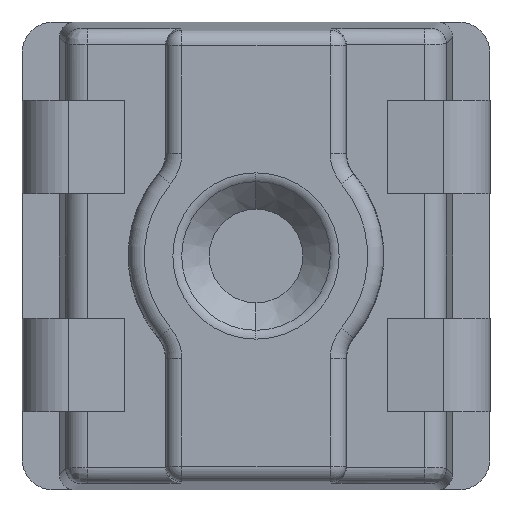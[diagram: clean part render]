
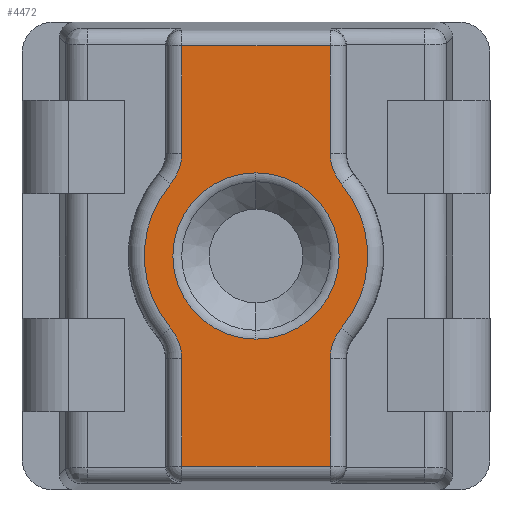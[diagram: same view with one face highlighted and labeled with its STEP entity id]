
A CAD part, front view. The second image highlights one B-rep face of the part: STEP entity #4472.
In plain terms, the highlighted planar face has unit normal (0, -1, 0).
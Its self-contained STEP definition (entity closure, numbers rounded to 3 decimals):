
#22 = AXIS2_PLACEMENT_3D ( 'NONE', #1403, #603, #5060 ) ;
#29 = DIRECTION ( 'NONE',  ( 0., 1., 0. ) ) ;
#139 = ORIENTED_EDGE ( 'NONE', *, *, #394, .T. ) ;
#167 = CIRCLE ( 'NONE', #4144, 0.152 ) ;
#222 = CARTESIAN_POINT ( 'NONE',  ( 0.39, -0.545, 0.329 ) ) ;
#236 = CARTESIAN_POINT ( 'NONE',  ( 0.285, -0.545, -0.674 ) ) ;
#246 = CARTESIAN_POINT ( 'NONE',  ( 0.274, -0.545, 0.231 ) ) ;
#264 = VERTEX_POINT ( 'NONE', #1533 ) ;
#307 = CARTESIAN_POINT ( 'NONE',  ( 0.238, -0.545, 0.674 ) ) ;
#317 = DIRECTION ( 'NONE',  ( 0., 0., -1. ) ) ;
#330 = CARTESIAN_POINT ( 'NONE',  ( -0.238, -0.545, 0.329 ) ) ;
#380 = EDGE_LOOP ( 'NONE', ( #3270, #3720 ) ) ;
#384 = DIRECTION ( 'NONE',  ( 0., 0., 1. ) ) ;
#394 = EDGE_CURVE ( 'NONE', #920, #874, #4578, .T. ) ;
#448 = CARTESIAN_POINT ( 'NONE',  ( -0.238, -0.545, 0.674 ) ) ;
#529 = VERTEX_POINT ( 'NONE', #448 ) ;
#539 = CARTESIAN_POINT ( 'NONE',  ( -0.238, -0.545, -0.329 ) ) ;
#540 = AXIS2_PLACEMENT_3D ( 'NONE', #862, #29, #384 ) ;
#584 = CARTESIAN_POINT ( 'NONE',  ( -0.285, -0.545, 0.674 ) ) ;
#603 = DIRECTION ( 'NONE',  ( 0., 1., 0. ) ) ;
#649 = CARTESIAN_POINT ( 'NONE',  ( -0.238, -0.545, 0.329 ) ) ;
#709 = EDGE_CURVE ( 'NONE', #5122, #529, #1106, .T. ) ;
#737 = VECTOR ( 'NONE', #3077, 1000. ) ;
#808 = DIRECTION ( 'NONE',  ( 0., -1., 0. ) ) ;
#837 = ORIENTED_EDGE ( 'NONE', *, *, #1808, .T. ) ;
#862 = CARTESIAN_POINT ( 'NONE',  ( 0.39, -0.545, 0.329 ) ) ;
#874 = VERTEX_POINT ( 'NONE', #3650 ) ;
#920 = VERTEX_POINT ( 'NONE', #2881 ) ;
#956 = CARTESIAN_POINT ( 'NONE',  ( -0.238, -0.545, 0.329 ) ) ;
#1106 = LINE ( 'NONE', #584, #2138 ) ;
#1169 = CARTESIAN_POINT ( 'NONE',  ( -0.39, -0.545, -0.329 ) ) ;
#1403 = CARTESIAN_POINT ( 'NONE',  ( 0., -0.545, 0. ) ) ;
#1507 = CARTESIAN_POINT ( 'NONE',  ( 0.238, -0.545, -0.329 ) ) ;
#1533 = CARTESIAN_POINT ( 'NONE',  ( 0., -0.545, 0.267 ) ) ;
#1571 = CARTESIAN_POINT ( 'NONE',  ( 0.39, -0.545, -0.329 ) ) ;
#1591 = VECTOR ( 'NONE', #317, 1000. ) ;
#1612 = ORIENTED_EDGE ( 'NONE', *, *, #709, .T. ) ;
#1639 = VERTEX_POINT ( 'NONE', #956 ) ;
#1660 = ORIENTED_EDGE ( 'NONE', *, *, #3564, .T. ) ;
#1808 = EDGE_CURVE ( 'NONE', #4666, #4783, #3314, .T. ) ;
#1820 = EDGE_CURVE ( 'NONE', #2699, #4666, #3124, .T. ) ;
#1846 = DIRECTION ( 'NONE',  ( -1., 0., 0. ) ) ;
#1952 = CARTESIAN_POINT ( 'NONE',  ( -0.238, -0.545, -0.674 ) ) ;
#1999 = DIRECTION ( 'NONE',  ( 0., 0., 1. ) ) ;
#2022 = ORIENTED_EDGE ( 'NONE', *, *, #1820, .T. ) ;
#2093 = CIRCLE ( 'NONE', #2371, 0.358 ) ;
#2138 = VECTOR ( 'NONE', #1846, 1000. ) ;
#2279 = CARTESIAN_POINT ( 'NONE',  ( 0., -0.545, -0.267 ) ) ;
#2371 = AXIS2_PLACEMENT_3D ( 'NONE', #4581, #3288, #3733 ) ;
#2632 = AXIS2_PLACEMENT_3D ( 'NONE', #1571, #5199, #1999 ) ;
#2681 = DIRECTION ( 'NONE',  ( 1., 0., 0. ) ) ;
#2699 = VERTEX_POINT ( 'NONE', #539 ) ;
#2703 = AXIS2_PLACEMENT_3D ( 'NONE', #4826, #4456, #4031 ) ;
#2711 = FACE_BOUND ( 'NONE', #380, .T. ) ;
#2752 = DIRECTION ( 'NONE',  ( 0., 0., 1. ) ) ;
#2789 = VERTEX_POINT ( 'NONE', #2279 ) ;
#2851 = DIRECTION ( 'NONE',  ( 0., 0., 1. ) ) ;
#2881 = CARTESIAN_POINT ( 'NONE',  ( -0.274, -0.545, 0.231 ) ) ;
#2894 = EDGE_CURVE ( 'NONE', #4658, #4439, #3427, .T. ) ;
#2899 = FACE_OUTER_BOUND ( 'NONE', #3461, .T. ) ;
#2986 = CIRCLE ( 'NONE', #4604, 0.152 ) ;
#2989 = CARTESIAN_POINT ( 'NONE',  ( 0.274, -0.545, -0.231 ) ) ;
#3024 = EDGE_CURVE ( 'NONE', #4012, #3240, #4641, .T. ) ;
#3077 = DIRECTION ( 'NONE',  ( 0., 0., 1. ) ) ;
#3083 = ORIENTED_EDGE ( 'NONE', *, *, #3741, .T. ) ;
#3099 = LINE ( 'NONE', #3991, #4054 ) ;
#3124 = LINE ( 'NONE', #649, #4894 ) ;
#3156 = EDGE_CURVE ( 'NONE', #1639, #920, #2986, .T. ) ;
#3240 = VERTEX_POINT ( 'NONE', #4181 ) ;
#3264 = ORIENTED_EDGE ( 'NONE', *, *, #4495, .T. ) ;
#3270 = ORIENTED_EDGE ( 'NONE', *, *, #4500, .T. ) ;
#3288 = DIRECTION ( 'NONE',  ( 0., -1., 0. ) ) ;
#3294 = DIRECTION ( 'NONE',  ( 0., 0., 1. ) ) ;
#3314 = LINE ( 'NONE', #236, #4467 ) ;
#3359 = CIRCLE ( 'NONE', #2703, 0.267 ) ;
#3427 = CIRCLE ( 'NONE', #2632, 0.152 ) ;
#3461 = EDGE_LOOP ( 'NONE', ( #5185, #3083, #4623, #3264, #1612, #3734, #3913, #139, #1660, #2022, #837, #4487 ) ) ;
#3541 = LINE ( 'NONE', #330, #1591 ) ;
#3564 = EDGE_CURVE ( 'NONE', #874, #2699, #167, .T. ) ;
#3599 = EDGE_CURVE ( 'NONE', #529, #1639, #3541, .T. ) ;
#3610 = EDGE_CURVE ( 'NONE', #2789, #264, #3359, .T. ) ;
#3650 = CARTESIAN_POINT ( 'NONE',  ( -0.274, -0.545, -0.231 ) ) ;
#3720 = ORIENTED_EDGE ( 'NONE', *, *, #3610, .T. ) ;
#3733 = DIRECTION ( 'NONE',  ( 0., 0., 1. ) ) ;
#3734 = ORIENTED_EDGE ( 'NONE', *, *, #3599, .T. ) ;
#3741 = EDGE_CURVE ( 'NONE', #4439, #4012, #2093, .T. ) ;
#3898 = PLANE ( 'NONE',  #4935 ) ;
#3913 = ORIENTED_EDGE ( 'NONE', *, *, #3156, .T. ) ;
#3950 = DIRECTION ( 'NONE',  ( 0., 0., -1. ) ) ;
#3991 = CARTESIAN_POINT ( 'NONE',  ( 0.238, -0.545, 0.329 ) ) ;
#4012 = VERTEX_POINT ( 'NONE', #246 ) ;
#4031 = DIRECTION ( 'NONE',  ( 0., 0., 1. ) ) ;
#4054 = VECTOR ( 'NONE', #4409, 1000. ) ;
#4130 = EDGE_CURVE ( 'NONE', #4783, #4658, #3099, .T. ) ;
#4144 = AXIS2_PLACEMENT_3D ( 'NONE', #1169, #4358, #2752 ) ;
#4181 = CARTESIAN_POINT ( 'NONE',  ( 0.238, -0.545, 0.329 ) ) ;
#4358 = DIRECTION ( 'NONE',  ( 0., 1., 0. ) ) ;
#4409 = DIRECTION ( 'NONE',  ( 0., 0., 1. ) ) ;
#4439 = VERTEX_POINT ( 'NONE', #2989 ) ;
#4456 = DIRECTION ( 'NONE',  ( 0., 1., 0. ) ) ;
#4465 = CARTESIAN_POINT ( 'NONE',  ( 0.238, -0.545, -0.674 ) ) ;
#4467 = VECTOR ( 'NONE', #2681, 1000. ) ;
#4472 = ADVANCED_FACE ( 'NONE', ( #2711, #2899 ), #3898, .F. ) ;
#4487 = ORIENTED_EDGE ( 'NONE', *, *, #4130, .T. ) ;
#4495 = EDGE_CURVE ( 'NONE', #3240, #5122, #4790, .T. ) ;
#4500 = EDGE_CURVE ( 'NONE', #264, #2789, #4853, .T. ) ;
#4509 = CARTESIAN_POINT ( 'NONE',  ( -0.39, -0.545, 0.329 ) ) ;
#4578 = CIRCLE ( 'NONE', #4900, 0.358 ) ;
#4581 = CARTESIAN_POINT ( 'NONE',  ( 0., -0.545, 0. ) ) ;
#4604 = AXIS2_PLACEMENT_3D ( 'NONE', #4509, #4922, #3294 ) ;
#4623 = ORIENTED_EDGE ( 'NONE', *, *, #3024, .T. ) ;
#4641 = CIRCLE ( 'NONE', #540, 0.152 ) ;
#4658 = VERTEX_POINT ( 'NONE', #1507 ) ;
#4666 = VERTEX_POINT ( 'NONE', #1952 ) ;
#4691 = DIRECTION ( 'NONE',  ( 0., 0., 1. ) ) ;
#4783 = VERTEX_POINT ( 'NONE', #4465 ) ;
#4790 = LINE ( 'NONE', #5008, #737 ) ;
#4826 = CARTESIAN_POINT ( 'NONE',  ( 0., -0.545, 0. ) ) ;
#4853 = CIRCLE ( 'NONE', #22, 0.267 ) ;
#4894 = VECTOR ( 'NONE', #3950, 1000. ) ;
#4900 = AXIS2_PLACEMENT_3D ( 'NONE', #5265, #808, #2851 ) ;
#4922 = DIRECTION ( 'NONE',  ( 0., 1., 0. ) ) ;
#4935 = AXIS2_PLACEMENT_3D ( 'NONE', #222, #5096, #4691 ) ;
#5008 = CARTESIAN_POINT ( 'NONE',  ( 0.238, -0.545, 0.329 ) ) ;
#5060 = DIRECTION ( 'NONE',  ( 0., 0., 1. ) ) ;
#5096 = DIRECTION ( 'NONE',  ( 0., 1., 0. ) ) ;
#5122 = VERTEX_POINT ( 'NONE', #307 ) ;
#5185 = ORIENTED_EDGE ( 'NONE', *, *, #2894, .T. ) ;
#5199 = DIRECTION ( 'NONE',  ( 0., 1., 0. ) ) ;
#5265 = CARTESIAN_POINT ( 'NONE',  ( 0., -0.545, 0. ) ) ;
